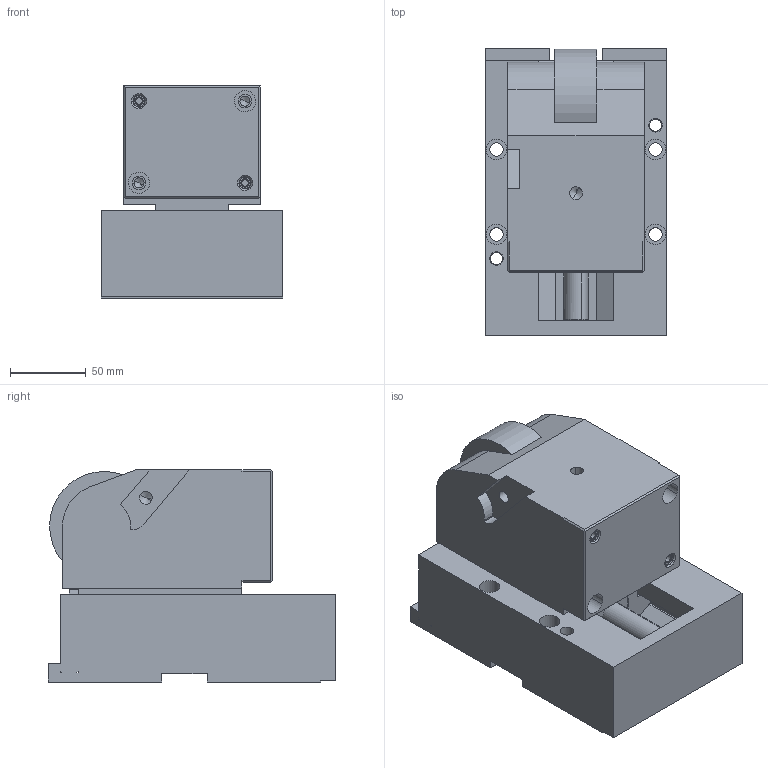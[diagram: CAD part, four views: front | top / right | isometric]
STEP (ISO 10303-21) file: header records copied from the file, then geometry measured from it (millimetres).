
FILE_DESCRIPTION(('CATIA V5 STEP Exchange'),'2;1');
FILE_NAME('CRCN-05000-50.stp','2015-09-08T10:01:34+00:00',('none'),('none'),'CATIA Version 5 Release 20 GA (IN-10)','CATIA V5 STEP AP203','none');
FILE_SCHEMA(('CONFIG_CONTROL_DESIGN'));
Length unit declared in the file: millimetre
Products named in the file (1): CRCN-05000-50
Bounding box: 120 x 190 x 140 mm (x, y, z)
Volume: 2015759.6 mm3; surface area: 222311.1 mm2
Topology: 3 solids, 7 shells, 265 faces, 668 edges, 427 vertices
Faces by surface type: plane 134, cylinder 88, cone 40, torus 3
Entity records: 7546 total; most frequent: CARTESIAN_POINT 1537, ORIENTED_EDGE 1308, DIRECTION 1009, EDGE_CURVE 654, VERTEX_POINT 427, AXIS2_PLACEMENT_3D 411, VECTOR 402, LINE 402
